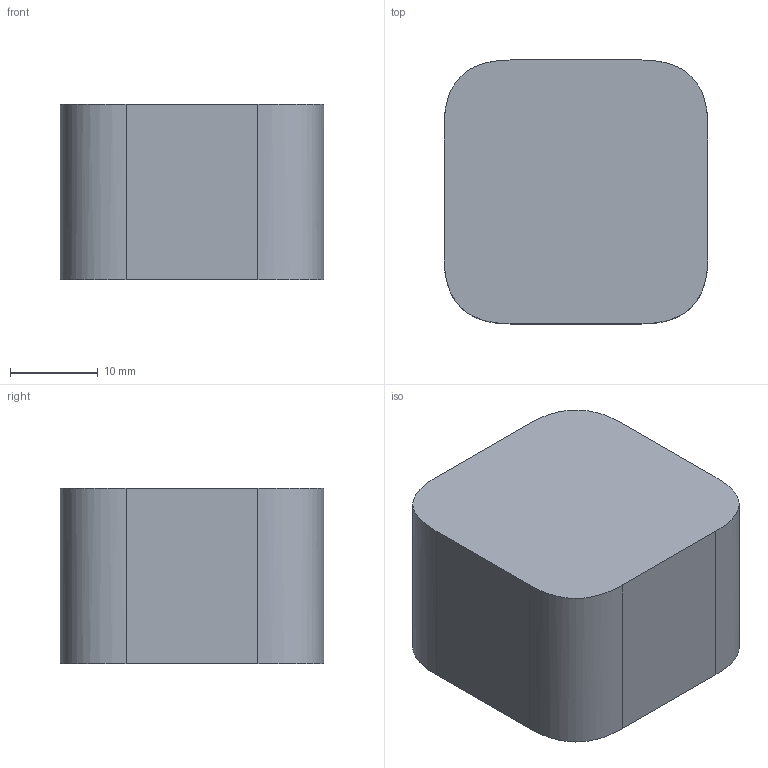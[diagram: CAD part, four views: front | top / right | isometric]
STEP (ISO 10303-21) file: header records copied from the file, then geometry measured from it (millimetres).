
FILE_DESCRIPTION(/* description */ (''),/* implementation_level */ '2;1');
FILE_NAME(/* name */ 'squircle.step',/* time_stamp */ '2024-03-15T14:44:08-04:00',/* author */ (''),/* organization */ (''),/* preprocessor_version */ 'ST-DEVELOPER v20',/* originating_system */ 'Autodesk Translation Framework v12.20.1.177',/* authorisation */ '');
FILE_SCHEMA (('AUTOMOTIVE_DESIGN { 1 0 10303 214 3 1 1 }'));
Length unit declared in the file: millimetre
Products named in the file (1): squircle 2.0
Bounding box: 30 x 30 x 20 mm (x, y, z)
Volume: 17250 mm3; surface area: 3898.9 mm2
Topology: 1 solids, 1 shells, 10 faces, 24 edges, 16 vertices
Faces by surface type: plane 6, bspline 4
Entity records: 317 total; most frequent: CARTESIAN_POINT 87, ORIENTED_EDGE 48, DIRECTION 30, EDGE_CURVE 24, LINE 16, VECTOR 16, VERTEX_POINT 16, FACE_OUTER_BOUND 10
